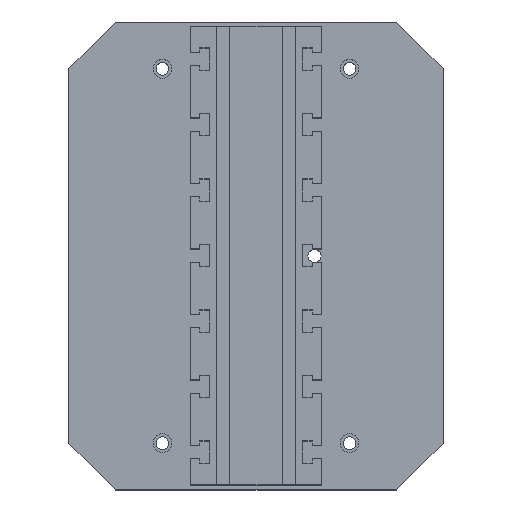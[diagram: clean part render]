
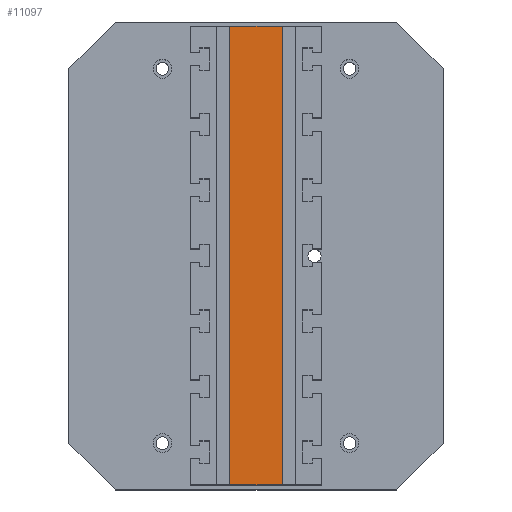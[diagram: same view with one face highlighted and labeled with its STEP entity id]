
A CAD part, top view. The second image highlights one B-rep face of the part: STEP entity #11097.
In plain terms, the highlighted planar face has unit normal (0, 0, 1).
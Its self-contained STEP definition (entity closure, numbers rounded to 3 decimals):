
#4801=VERTEX_POINT('',#13600);
#5491=VERTEX_POINT('',#14355);
#6469=EDGE_CURVE('',#7807,#5491,#15447,.T.);
#7427=EDGE_CURVE('',#11069,#5491,#16510,.T.);
#7807=VERTEX_POINT('',#16919);
#7951=EDGE_CURVE('',#11069,#4801,#17074,.T.);
#8619=EDGE_CURVE('',#7807,#4801,#17822,.T.);
#11069=VERTEX_POINT('',#20513);
#11097=ADVANCED_FACE('',(#20542),#20543,.T.);
#13600=CARTESIAN_POINT('',(28.,245.0,340.0));
#14355=CARTESIAN_POINT('',(-28.,-245.0,340.0));
#15447=LINE('',#26064,#26065);
#16510=LINE('',#27583,#27584);
#16919=CARTESIAN_POINT('',(28.,-245.0,340.0));
#17074=LINE('',#28425,#28426);
#17822=LINE('',#29474,#29475);
#20513=CARTESIAN_POINT('',(-28.,245.0,340.0));
#20542=FACE_OUTER_BOUND('',#33421,.T.);
#20543=PLANE('',#33422);
#26064=CARTESIAN_POINT('',(-70.,-245.0,340.0));
#26065=VECTOR('',#38958,1.0);
#27583=CARTESIAN_POINT('',(-28.,-122.5,340.0));
#27584=VECTOR('',#40143,1.0);
#28425=CARTESIAN_POINT('',(70.,245.0,340.0));
#28426=VECTOR('',#40635,1.0);
#29474=CARTESIAN_POINT('',(28.,-122.5,340.0));
#29475=VECTOR('',#41347,1.0);
#33421=EDGE_LOOP('',(#44173,#44174,#44175,#44176));
#33422=AXIS2_PLACEMENT_3D('',#44177,#44178,#44179);
#38958=DIRECTION('',(-1.0,0.0,0.0));
#40143=DIRECTION('',(0.0,-1.0,0.0));
#40635=DIRECTION('',(1.0,0.0,0.0));
#41347=DIRECTION('',(0.0,1.0,0.0));
#44173=ORIENTED_EDGE('',*,*,#7427,.T.);
#44174=ORIENTED_EDGE('',*,*,#6469,.F.);
#44175=ORIENTED_EDGE('',*,*,#8619,.T.);
#44176=ORIENTED_EDGE('',*,*,#7951,.F.);
#44177=CARTESIAN_POINT('',(0.,0.,340.0));
#44178=DIRECTION('',(0.0,0.0,1.0));
#44179=DIRECTION('',(1.0,0.0,0.0));
